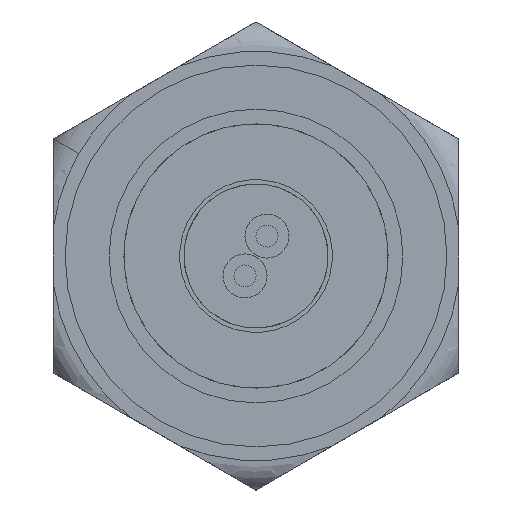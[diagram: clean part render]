
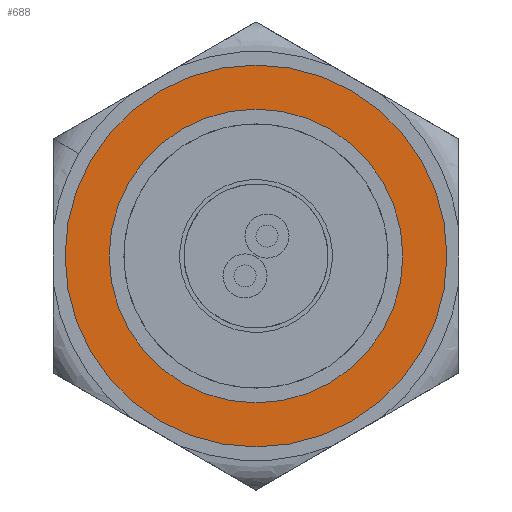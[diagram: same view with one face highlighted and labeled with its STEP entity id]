
A CAD part, front view. The second image highlights one B-rep face of the part: STEP entity #688.
In plain terms, the highlighted face is planar.
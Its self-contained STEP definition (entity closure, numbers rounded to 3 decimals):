
#120 = CARTESIAN_POINT ( 'NONE',  ( 0., 0., -0.1 ) ) ;
#181 = AXIS2_PLACEMENT_3D ( 'NONE', #1649, #3110, #1898 ) ;
#219 = ORIENTED_EDGE ( 'NONE', *, *, #2429, .F. ) ;
#247 = EDGE_CURVE ( 'NONE', #1203, #599, #888, .T. ) ;
#259 = ORIENTED_EDGE ( 'NONE', *, *, #2657, .T. ) ;
#434 = CIRCLE ( 'NONE', #181, 4.25 ) ;
#482 = FACE_OUTER_BOUND ( 'NONE', #2275, .T. ) ;
#527 = VERTEX_POINT ( 'NONE', #2743 ) ;
#599 = VERTEX_POINT ( 'NONE', #2397 ) ;
#688 = ADVANCED_FACE ( 'NONE', ( #712, #482 ), #1198, .T. ) ;
#712 = FACE_BOUND ( 'NONE', #2917, .T. ) ;
#722 = EDGE_CURVE ( 'NONE', #527, #1364, #2141, .T. ) ;
#782 = AXIS2_PLACEMENT_3D ( 'NONE', #800, #1757, #2697 ) ;
#795 = CARTESIAN_POINT ( 'NONE',  ( -4.25, 0., -0.1 ) ) ;
#800 = CARTESIAN_POINT ( 'NONE',  ( 0., 0., -0.1 ) ) ;
#807 = DIRECTION ( 'NONE',  ( -1., 0., 0. ) ) ;
#888 = CIRCLE ( 'NONE', #2547, 4.25 ) ;
#928 = DIRECTION ( 'NONE',  ( 0., 0., -1. ) ) ;
#1071 = DIRECTION ( 'NONE',  ( 0., 0., -1. ) ) ;
#1198 = PLANE ( 'NONE',  #2445 ) ;
#1203 = VERTEX_POINT ( 'NONE', #795 ) ;
#1364 = VERTEX_POINT ( 'NONE', #2305 ) ;
#1649 = CARTESIAN_POINT ( 'NONE',  ( 0., 0., -0.1 ) ) ;
#1757 = DIRECTION ( 'NONE',  ( 0., 0., -1. ) ) ;
#1865 = CARTESIAN_POINT ( 'NONE',  ( 0., 0., -0.1 ) ) ;
#1881 = DIRECTION ( 'NONE',  ( -1., 0., 0. ) ) ;
#1898 = DIRECTION ( 'NONE',  ( -1., 0., 0. ) ) ;
#1929 = CIRCLE ( 'NONE', #2887, 6.5 ) ;
#2141 = CIRCLE ( 'NONE', #782, 6.5 ) ;
#2275 = EDGE_LOOP ( 'NONE', ( #2648, #259 ) ) ;
#2305 = CARTESIAN_POINT ( 'NONE',  ( -6.5, 0., -0.1 ) ) ;
#2397 = CARTESIAN_POINT ( 'NONE',  ( 4.25, 0., -0.1 ) ) ;
#2429 = EDGE_CURVE ( 'NONE', #599, #1203, #434, .T. ) ;
#2445 = AXIS2_PLACEMENT_3D ( 'NONE', #2598, #2816, #3098 ) ;
#2547 = AXIS2_PLACEMENT_3D ( 'NONE', #1865, #928, #1881 ) ;
#2598 = CARTESIAN_POINT ( 'NONE',  ( 0., 0., -0.1 ) ) ;
#2648 = ORIENTED_EDGE ( 'NONE', *, *, #722, .T. ) ;
#2657 = EDGE_CURVE ( 'NONE', #1364, #527, #1929, .T. ) ;
#2697 = DIRECTION ( 'NONE',  ( -1., 0., 0. ) ) ;
#2743 = CARTESIAN_POINT ( 'NONE',  ( 6.5, 0., -0.1 ) ) ;
#2816 = DIRECTION ( 'NONE',  ( 0., 0., -1. ) ) ;
#2887 = AXIS2_PLACEMENT_3D ( 'NONE', #120, #1071, #807 ) ;
#2917 = EDGE_LOOP ( 'NONE', ( #3108, #219 ) ) ;
#3098 = DIRECTION ( 'NONE',  ( -1., 0., 0. ) ) ;
#3108 = ORIENTED_EDGE ( 'NONE', *, *, #247, .F. ) ;
#3110 = DIRECTION ( 'NONE',  ( 0., 0., -1. ) ) ;
